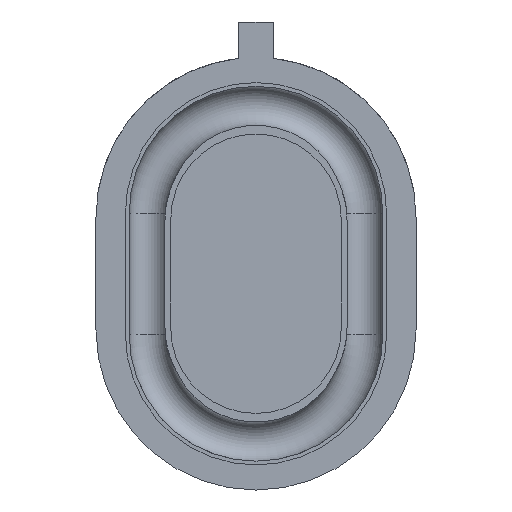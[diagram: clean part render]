
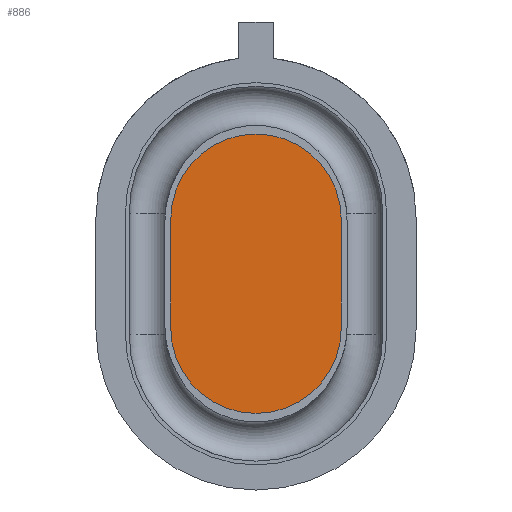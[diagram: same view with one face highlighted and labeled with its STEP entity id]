
A CAD part, front view. The second image highlights one B-rep face of the part: STEP entity #886.
In plain terms, the highlighted planar face has unit normal (0, -1, 0).
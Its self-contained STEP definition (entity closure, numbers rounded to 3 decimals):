
#36=PLANE('',#947);
#67=FACE_OUTER_BOUND('',#120,.T.);
#120=EDGE_LOOP('',(#614,#615,#616,#617));
#179=LINE('',#1350,#253);
#183=LINE('',#1360,#257);
#253=VECTOR('',#1059,12.6);
#257=VECTOR('',#1071,12.6);
#325=CIRCLE('',#941,9.85);
#327=CIRCLE('',#945,9.85);
#380=VERTEX_POINT('',#1341);
#381=VERTEX_POINT('',#1343);
#383=VERTEX_POINT('',#1349);
#385=VERTEX_POINT('',#1355);
#468=EDGE_CURVE('',#381,#380,#325,.T.);
#471=EDGE_CURVE('',#383,#381,#179,.T.);
#474=EDGE_CURVE('',#385,#383,#327,.T.);
#477=EDGE_CURVE('',#380,#385,#183,.T.);
#614=ORIENTED_EDGE('',*,*,#477,.T.);
#615=ORIENTED_EDGE('',*,*,#474,.T.);
#616=ORIENTED_EDGE('',*,*,#471,.T.);
#617=ORIENTED_EDGE('',*,*,#468,.T.);
#886=ADVANCED_FACE('',(#67),#36,.F.);
#941=AXIS2_PLACEMENT_3D('',#1344,#1053,#1054);
#945=AXIS2_PLACEMENT_3D('',#1356,#1065,#1066);
#947=AXIS2_PLACEMENT_3D('',#1361,#1072,#1073);
#1053=DIRECTION('center_axis',(0.,-1.,0.));
#1054=DIRECTION('ref_axis',(-1.,0.,0.));
#1059=DIRECTION('',(0.,0.,-1.));
#1065=DIRECTION('center_axis',(0.,-1.,0.));
#1066=DIRECTION('ref_axis',(1.,0.,0.));
#1071=DIRECTION('',(0.,0.,1.));
#1072=DIRECTION('center_axis',(0.,1.,0.));
#1073=DIRECTION('ref_axis',(0.,0.,1.));
#1341=CARTESIAN_POINT('',(9.85,-0.7,-6.3));
#1343=CARTESIAN_POINT('',(-9.85,-0.7,-6.3));
#1344=CARTESIAN_POINT('Origin',(0.,-0.7,-6.3));
#1349=CARTESIAN_POINT('',(-9.85,-0.7,6.3));
#1350=CARTESIAN_POINT('',(-9.85,-0.7,6.3));
#1355=CARTESIAN_POINT('',(9.85,-0.7,6.3));
#1356=CARTESIAN_POINT('Origin',(0.,-0.7,6.3));
#1360=CARTESIAN_POINT('',(9.85,-0.7,-6.3));
#1361=CARTESIAN_POINT('Origin',(0.,-0.7,0.));
